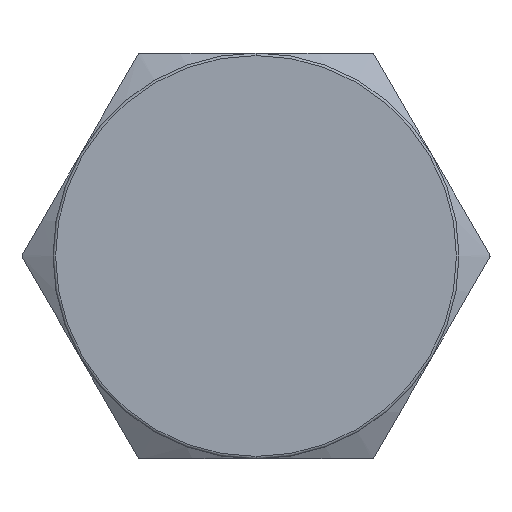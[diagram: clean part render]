
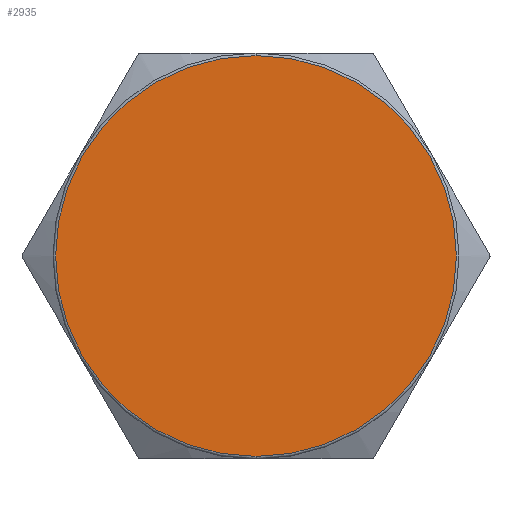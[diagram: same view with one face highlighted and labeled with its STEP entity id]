
A CAD part, left-side view. The second image highlights one B-rep face of the part: STEP entity #2935.
In plain terms, the highlighted planar face has unit normal (-1, 0, 0).
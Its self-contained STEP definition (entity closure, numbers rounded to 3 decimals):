
#542=CARTESIAN_POINT('',(-1.5,0.,0.));
#543=DIRECTION('',(-1.,0.,0.));
#544=DIRECTION('',(0.,0.,1.));
#545=AXIS2_PLACEMENT_3D('',#542,#543,#544);
#547=CARTESIAN_POINT('',(-1.5,0.,0.));
#548=DIRECTION('',(-1.,0.,0.));
#549=DIRECTION('',(0.,0.,-1.));
#550=AXIS2_PLACEMENT_3D('',#547,#548,#549);
#2462=CARTESIAN_POINT('',(-1.5,0.,15.7));
#2463=CARTESIAN_POINT('',(-1.5,0.,-15.7));
#2464=VERTEX_POINT('',#2462);
#2465=VERTEX_POINT('',#2463);
#2925=CARTESIAN_POINT('',(-1.5,0.,0.));
#2926=DIRECTION('',(1.,0.,0.));
#2927=DIRECTION('',(0.,1.,0.));
#2928=AXIS2_PLACEMENT_3D('',#2925,#2926,#2927);
#2929=PLANE('',#2928);
#2931=ORIENTED_EDGE('',*,*,#2930,.F.);
#2932=ORIENTED_EDGE('',*,*,#2915,.F.);
#2933=EDGE_LOOP('',(#2931,#2932));
#2934=FACE_OUTER_BOUND('',#2933,.F.);
#546=CIRCLE('',#545,15.7);
#551=CIRCLE('',#550,15.7);
#2915=EDGE_CURVE('',#2465,#2464,#551,.T.);
#2930=EDGE_CURVE('',#2464,#2465,#546,.T.);
#2935=ADVANCED_FACE('',(#2934),#2929,.F.);
